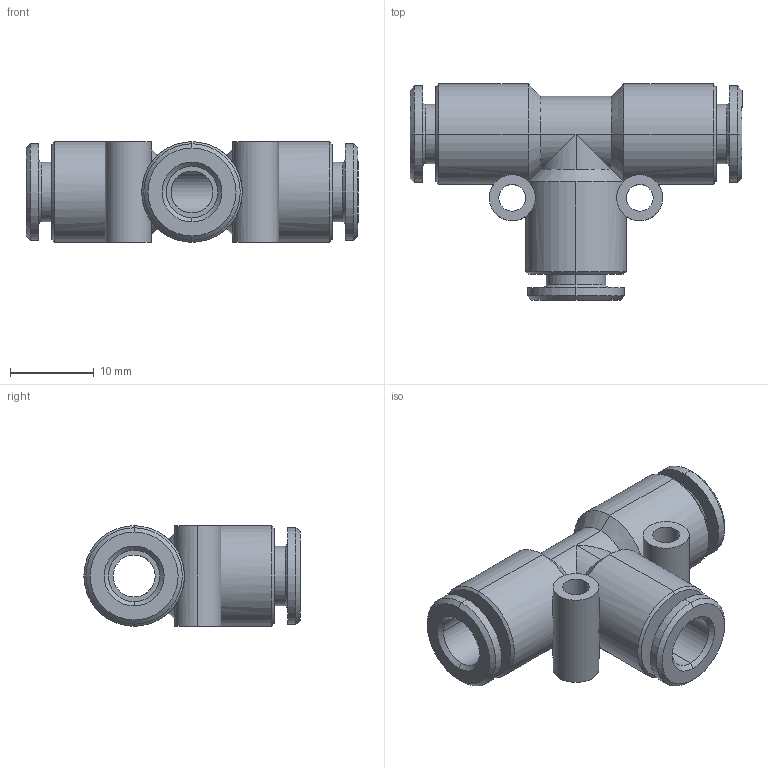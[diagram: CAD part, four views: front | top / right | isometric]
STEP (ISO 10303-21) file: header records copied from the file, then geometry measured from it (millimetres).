
FILE_DESCRIPTION (( 'STEP AP203' ), '1' );
FILE_NAME ('B0050030.STEP', '2011-03-21T12:53:13', ( '' ), ( 'sopra-pneumatic' ), 'SwSTEP 2.0', 'SolidWorks 2009', '' );
FILE_SCHEMA (( 'CONFIG_CONTROL_DESIGN' ));
Length unit declared in the file: millimetre
Products named in the file (1): B0050030
Bounding box: 39.6 x 25.8 x 12 mm (x, y, z)
Volume: 4012.3 mm3; surface area: 4038 mm2
Topology: 1 solids, 1 shells, 94 faces, 210 edges, 126 vertices
Faces by surface type: cylinder 45, cone 33, plane 16
Entity records: 2907 total; most frequent: CARTESIAN_POINT 695, DIRECTION 484, ORIENTED_EDGE 420, EDGE_CURVE 210, AXIS2_PLACEMENT_3D 205, VERTEX_POINT 126, EDGE_LOOP 110, CIRCLE 110
